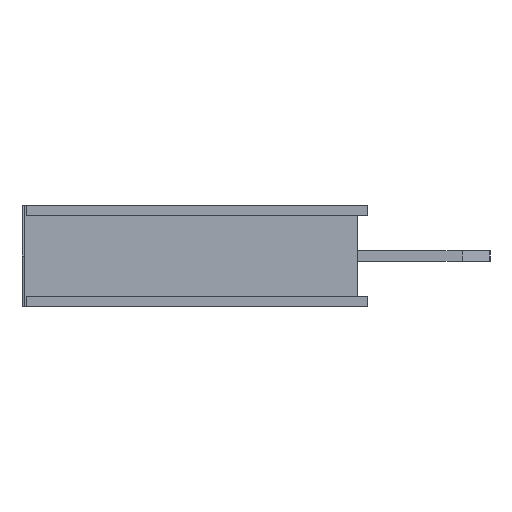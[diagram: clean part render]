
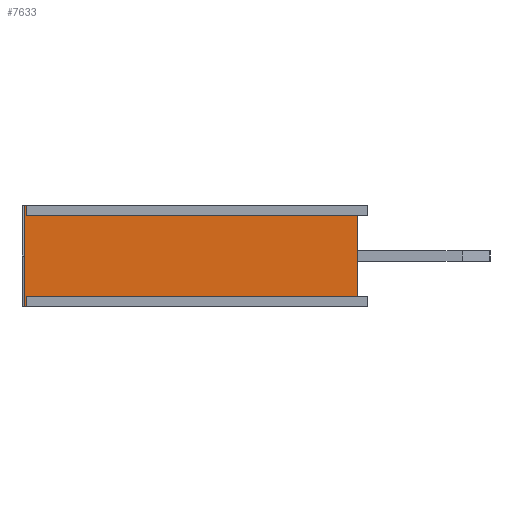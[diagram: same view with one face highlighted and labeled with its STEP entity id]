
A CAD part, left-side view. The second image highlights one B-rep face of the part: STEP entity #7633.
In plain terms, the highlighted planar face has unit normal (-1, 0, 0).
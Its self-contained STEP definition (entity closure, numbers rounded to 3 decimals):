
#243=FACE_OUTER_BOUND('',#677,.T.);
#677=EDGE_LOOP('',(#5707,#5708,#5709,#5710,#5711,#5712,#5713,#5714));
#1405=LINE('',#11269,#2485);
#1406=LINE('',#11271,#2486);
#1407=LINE('',#11273,#2487);
#1408=LINE('',#11275,#2488);
#1409=LINE('',#11277,#2489);
#1410=LINE('',#11279,#2490);
#1411=LINE('',#11281,#2491);
#1412=LINE('',#11282,#2492);
#2485=VECTOR('',#9197,10.);
#2486=VECTOR('',#9198,10.);
#2487=VECTOR('',#9199,10.);
#2488=VECTOR('',#9200,10.);
#2489=VECTOR('',#9201,10.);
#2490=VECTOR('',#9202,10.);
#2491=VECTOR('',#9203,10.);
#2492=VECTOR('',#9204,10.);
#3405=VERTEX_POINT('',#11267);
#3406=VERTEX_POINT('',#11268);
#3407=VERTEX_POINT('',#11270);
#3408=VERTEX_POINT('',#11272);
#3409=VERTEX_POINT('',#11274);
#3410=VERTEX_POINT('',#11276);
#3411=VERTEX_POINT('',#11278);
#3412=VERTEX_POINT('',#11280);
#4253=EDGE_CURVE('',#3405,#3406,#1405,.T.);
#4254=EDGE_CURVE('',#3407,#3406,#1406,.T.);
#4255=EDGE_CURVE('',#3408,#3407,#1407,.T.);
#4256=EDGE_CURVE('',#3409,#3408,#1408,.T.);
#4257=EDGE_CURVE('',#3410,#3409,#1409,.T.);
#4258=EDGE_CURVE('',#3411,#3410,#1410,.T.);
#4259=EDGE_CURVE('',#3412,#3411,#1411,.T.);
#4260=EDGE_CURVE('',#3405,#3412,#1412,.T.);
#5707=ORIENTED_EDGE('',*,*,#4253,.T.);
#5708=ORIENTED_EDGE('',*,*,#4254,.F.);
#5709=ORIENTED_EDGE('',*,*,#4255,.F.);
#5710=ORIENTED_EDGE('',*,*,#4256,.F.);
#5711=ORIENTED_EDGE('',*,*,#4257,.F.);
#5712=ORIENTED_EDGE('',*,*,#4258,.F.);
#5713=ORIENTED_EDGE('',*,*,#4259,.F.);
#5714=ORIENTED_EDGE('',*,*,#4260,.F.);
#7203=PLANE('',#8089);
#7633=ADVANCED_FACE('',(#243),#7203,.F.);
#8089=AXIS2_PLACEMENT_3D('',#11266,#9195,#9196);
#9195=DIRECTION('center_axis',(1.,0.,0.));
#9196=DIRECTION('ref_axis',(0.,0.,-1.));
#9197=DIRECTION('',(0.,0.,1.));
#9198=DIRECTION('',(0.,-1.,0.));
#9199=DIRECTION('',(0.,0.,-1.));
#9200=DIRECTION('',(0.,-1.,0.));
#9201=DIRECTION('',(0.,0.,1.));
#9202=DIRECTION('',(0.,1.,0.));
#9203=DIRECTION('',(0.,0.,-1.));
#9204=DIRECTION('',(0.,1.,0.));
#11266=CARTESIAN_POINT('Origin',(-0.02,0.,2.5));
#11267=CARTESIAN_POINT('',(-0.02,0.25,0.25));
#11268=CARTESIAN_POINT('',(-0.02,0.25,2.25));
#11269=CARTESIAN_POINT('',(-0.02,0.25,1.875));
#11270=CARTESIAN_POINT('',(-0.02,8.4,2.25));
#11271=CARTESIAN_POINT('',(-0.02,4.25,2.25));
#11272=CARTESIAN_POINT('',(-0.02,8.4,2.5));
#11273=CARTESIAN_POINT('',(-0.02,8.4,2.5));
#11274=CARTESIAN_POINT('',(-0.02,8.45,2.5));
#11275=CARTESIAN_POINT('',(-0.02,0.,2.5));
#11276=CARTESIAN_POINT('',(-0.02,8.45,0.));
#11277=CARTESIAN_POINT('',(-0.02,8.45,1.25));
#11278=CARTESIAN_POINT('',(-0.02,8.4,0.));
#11279=CARTESIAN_POINT('',(-0.02,0.,0.));
#11280=CARTESIAN_POINT('',(-0.02,8.4,0.25));
#11281=CARTESIAN_POINT('',(-0.02,8.4,2.5));
#11282=CARTESIAN_POINT('',(-0.02,0.,0.25));
